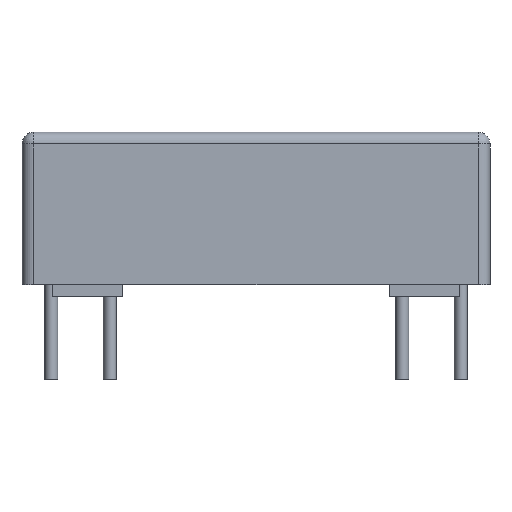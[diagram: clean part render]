
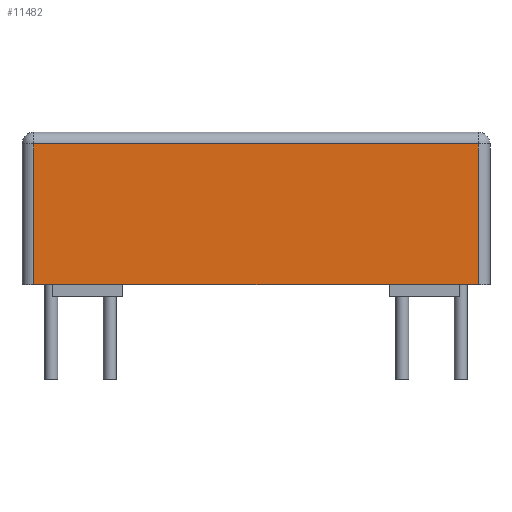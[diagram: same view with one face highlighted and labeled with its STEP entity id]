
A CAD part, front view. The second image highlights one B-rep face of the part: STEP entity #11482.
In plain terms, the highlighted planar face has unit normal (0, -1, 0).
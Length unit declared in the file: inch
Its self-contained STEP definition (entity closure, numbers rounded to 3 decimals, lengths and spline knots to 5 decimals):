
#11093=CARTESIAN_POINT('',(0.38,-0.113,0.1105));
#11094=VERTEX_POINT('',#11093);
#11126=CARTESIAN_POINT('',(-0.38,-0.113,0.1105));
#11127=VERTEX_POINT('',#11126);
#11152=CARTESIAN_POINT('',(-0.38,-0.113,-0.1305));
#11153=VERTEX_POINT('',#11152);
#11161=CARTESIAN_POINT('',(-0.38,-0.113,-0.1305));
#11162=DIRECTION('',(0.0,0.0,1.0));
#11163=VECTOR('',#11162,0.241);
#11164=LINE('',#11161,#11163);
#11165=EDGE_CURVE('',#11153,#11127,#11164,.T.);
#11183=CARTESIAN_POINT('',(-0.38,-0.113,0.1105));
#11184=DIRECTION('',(1.0,0.0,0.0));
#11185=VECTOR('',#11184,0.76);
#11186=LINE('',#11183,#11185);
#11187=EDGE_CURVE('',#11127,#11094,#11186,.T.);
#11216=CARTESIAN_POINT('',(0.38,-0.113,-0.1305));
#11217=VERTEX_POINT('',#11216);
#11234=CARTESIAN_POINT('',(0.38,-0.113,0.1105));
#11235=DIRECTION('',(0.0,0.0,-1.0));
#11236=VECTOR('',#11235,0.241);
#11237=LINE('',#11234,#11236);
#11238=EDGE_CURVE('',#11094,#11217,#11237,.T.);
#11440=CARTESIAN_POINT('',(-0.38,-0.113,-0.1305));
#11441=DIRECTION('',(1.0,0.0,0.0));
#11442=VECTOR('',#11441,0.76);
#11443=LINE('',#11440,#11442);
#11444=EDGE_CURVE('',#11153,#11217,#11443,.T.);
#11471=CARTESIAN_POINT('',(0.4,-0.113,0.0));
#11472=DIRECTION('',(0.0,-1.0,0.0));
#11473=DIRECTION('',(0.0,0.0,-1.0));
#11474=AXIS2_PLACEMENT_3D('',#11471,#11472,#11473);
#11475=PLANE('',#11474);
#11476=ORIENTED_EDGE('',*,*,#11165,.F.);
#11477=ORIENTED_EDGE('',*,*,#11444,.T.);
#11478=ORIENTED_EDGE('',*,*,#11238,.F.);
#11479=ORIENTED_EDGE('',*,*,#11187,.F.);
#11480=EDGE_LOOP('',(#11476,#11477,#11478,#11479));
#11481=FACE_OUTER_BOUND('',#11480,.T.);
#11482=ADVANCED_FACE('',(#11481),#11475,.T.);
